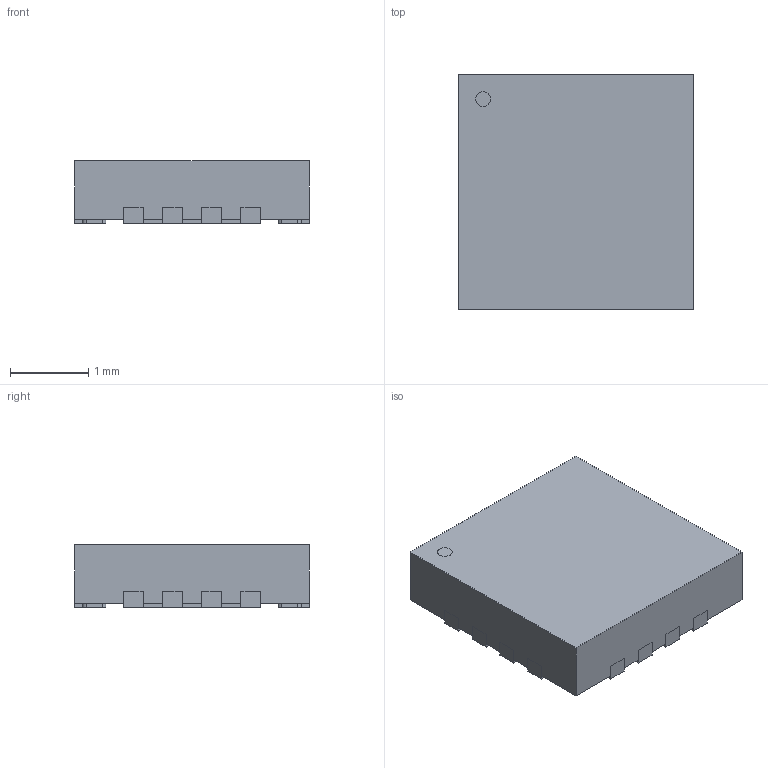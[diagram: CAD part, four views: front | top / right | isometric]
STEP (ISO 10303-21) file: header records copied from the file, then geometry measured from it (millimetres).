
FILE_DESCRIPTION(/* description */ (''),/* implementation_level */ '2;1');
FILE_NAME(/* name */ 'SiliconLabs_QFN-20-1EP_3x3mm_P0.5mm_EP1.8x1.8mm v1.step',/* time_stamp */ '2021-11-28T16:55:49+02:00',/* author */ (''),/* organization */ (''),/* preprocessor_version */ 'ST-DEVELOPER v18.1',/* originating_system */ 'Autodesk Translation Framework v10.10.0.1391',/* authorisation */ '');
FILE_SCHEMA (('AUTOMOTIVE_DESIGN { 1 0 10303 214 3 1 1 }'));
Length unit declared in the file: millimetre
Products named in the file (1): SiliconLabs_QFN-20-1EP_3x3mm_P0.5mm_EP1.8x1.8mm
Bounding box: 3 x 3 x 0.8 mm (x, y, z)
Volume: 7 mm3; surface area: 46.1 mm2
Topology: 23 solids, 23 shells, 290 faces, 714 edges, 476 vertices
Faces by surface type: plane 224, cylinder 66
Full cylindrical faces by diameter (mm): 0.19 x2
Entity records: 8542 total; most frequent: CARTESIAN_POINT 1481, ORIENTED_EDGE 1428, DIRECTION 1428, EDGE_CURVE 714, LINE 582, VECTOR 582, VERTEX_POINT 476, AXIS2_PLACEMENT_3D 423
